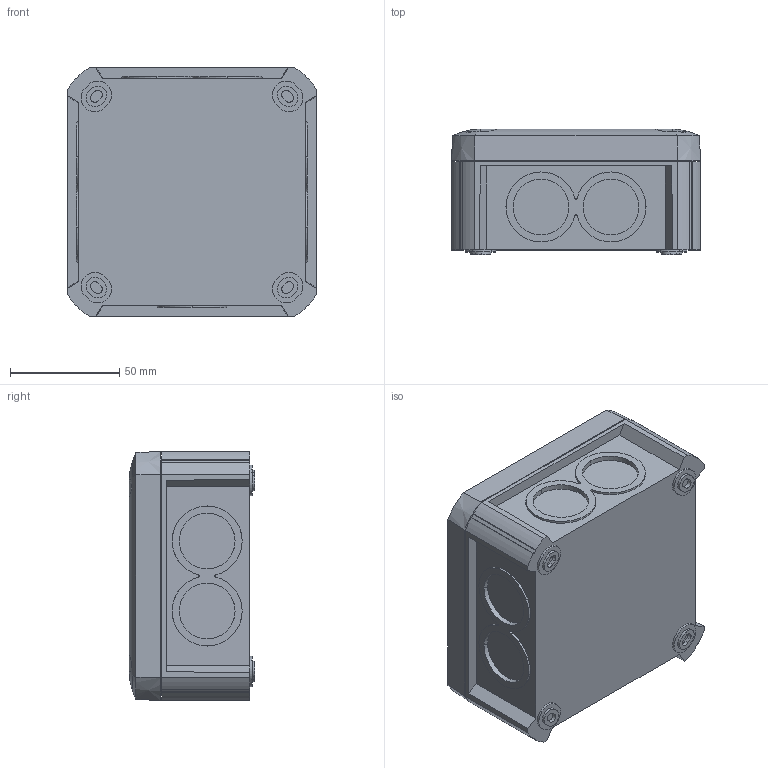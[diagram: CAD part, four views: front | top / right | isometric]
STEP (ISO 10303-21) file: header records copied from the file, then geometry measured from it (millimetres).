
FILE_DESCRIPTION (( 'STEP AP214' ), '1' );
FILE_NAME ('2007926_KSTP1.stp', '2018-08-30T14:49:11', ( '' ), ( '' ), 'SwSTEP 2.0', 'SolidWorks 2016', '' );
FILE_SCHEMA (( 'AUTOMOTIVE_DESIGN' ));
Length unit declared in the file: millimetre
Products named in the file (4): ED530-02_ohne IP; 117086_Zugentlastung; ED950_Standard; 2007926_KSTP1
Assembly tree (6 placements, depth 2):
  2007926_KSTP1
    117086_Zugentlastung
    ED530-02_ohne IP
    ED950_Standard  x4
Bounding box: 114 x 57.35 x 114 mm (x, y, z)
Volume: 170179.3 mm3; surface area: 133622.3 mm2
Topology: 6 solids, 14 shells, 523 faces, 1347 edges, 894 vertices
Faces by surface type: plane 294, cylinder 176, cone 45, bspline 4, torus 4
Entity records: 15748 total; most frequent: CARTESIAN_POINT 3485, DIRECTION 2530, ORIENTED_EDGE 2478, EDGE_CURVE 1239, AXIS2_PLACEMENT_3D 867, VERTEX_POINT 822, LINE 796, VECTOR 796
